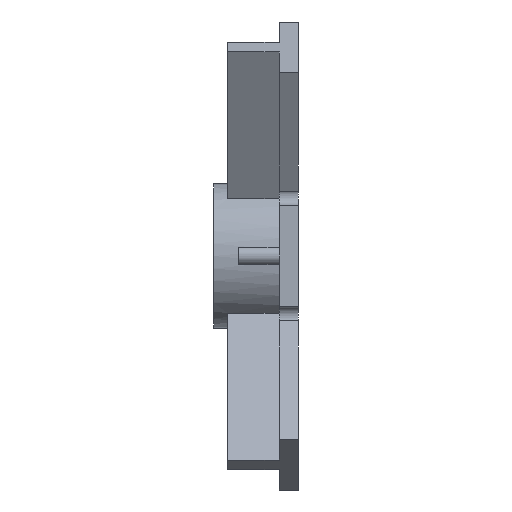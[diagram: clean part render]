
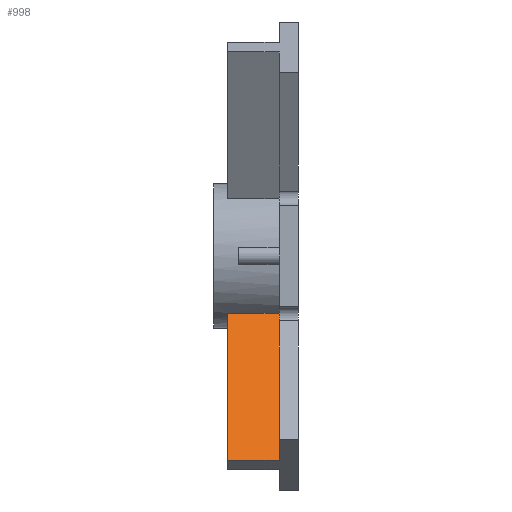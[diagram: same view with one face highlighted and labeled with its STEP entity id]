
A CAD part, left-side view. The second image highlights one B-rep face of the part: STEP entity #998.
In plain terms, the highlighted planar face has unit normal (-0.866, 0, 0.5).
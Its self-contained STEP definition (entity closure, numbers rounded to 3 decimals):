
#25 = VECTOR ( 'NONE', #937, 1000. ) ;
#122 = DIRECTION ( 'NONE',  ( 0.866, 0., -0.5 ) ) ;
#137 = CARTESIAN_POINT ( 'NONE',  ( -66.83, 133.325, -105.753 ) ) ;
#146 = CARTESIAN_POINT ( 'NONE',  ( -22.913, 36.7, -29.686 ) ) ;
#228 = CARTESIAN_POINT ( 'NONE',  ( -66.83, 10., -105.753 ) ) ;
#231 = LINE ( 'NONE', #2189, #1830 ) ;
#414 = VERTEX_POINT ( 'NONE', #2827 ) ;
#422 = VERTEX_POINT ( 'NONE', #1354 ) ;
#435 = EDGE_LOOP ( 'NONE', ( #2227, #3131, #1944, #2959 ) ) ;
#492 = DIRECTION ( 'NONE',  ( 0., -1., 0. ) ) ;
#665 = EDGE_CURVE ( 'NONE', #1471, #414, #1155, .T. ) ;
#758 = VERTEX_POINT ( 'NONE', #228 ) ;
#810 = VECTOR ( 'NONE', #1346, 1000. ) ;
#844 = DIRECTION ( 'NONE',  ( -0.5, 0., -0.866 ) ) ;
#937 = DIRECTION ( 'NONE',  ( 0.5, 0., 0.866 ) ) ;
#969 = AXIS2_PLACEMENT_3D ( 'NONE', #137, #122, #844 ) ;
#998 = ADVANCED_FACE ( 'NONE', ( #1327 ), #1845, .F. ) ;
#1142 = CARTESIAN_POINT ( 'NONE',  ( -66.83, 36.7, -105.753 ) ) ;
#1155 = LINE ( 'NONE', #2121, #810 ) ;
#1327 = FACE_OUTER_BOUND ( 'NONE', #435, .T. ) ;
#1346 = DIRECTION ( 'NONE',  ( 0., -1., 0. ) ) ;
#1354 = CARTESIAN_POINT ( 'NONE',  ( -66.83, 36.7, -105.753 ) ) ;
#1376 = LINE ( 'NONE', #1142, #1666 ) ;
#1471 = VERTEX_POINT ( 'NONE', #146 ) ;
#1511 = CARTESIAN_POINT ( 'NONE',  ( -66.83, 10., -105.753 ) ) ;
#1572 = EDGE_CURVE ( 'NONE', #758, #414, #2711, .T. ) ;
#1595 = EDGE_CURVE ( 'NONE', #422, #758, #231, .T. ) ;
#1666 = VECTOR ( 'NONE', #2646, 1000. ) ;
#1768 = EDGE_CURVE ( 'NONE', #422, #1471, #1376, .T. ) ;
#1830 = VECTOR ( 'NONE', #492, 1000. ) ;
#1845 = PLANE ( 'NONE',  #969 ) ;
#1944 = ORIENTED_EDGE ( 'NONE', *, *, #1572, .T. ) ;
#2121 = CARTESIAN_POINT ( 'NONE',  ( -22.913, 133.325, -29.686 ) ) ;
#2189 = CARTESIAN_POINT ( 'NONE',  ( -66.83, 133.325, -105.753 ) ) ;
#2227 = ORIENTED_EDGE ( 'NONE', *, *, #1768, .F. ) ;
#2646 = DIRECTION ( 'NONE',  ( 0.5, 0., 0.866 ) ) ;
#2711 = LINE ( 'NONE', #1511, #25 ) ;
#2827 = CARTESIAN_POINT ( 'NONE',  ( -22.913, 10., -29.686 ) ) ;
#2959 = ORIENTED_EDGE ( 'NONE', *, *, #665, .F. ) ;
#3131 = ORIENTED_EDGE ( 'NONE', *, *, #1595, .T. ) ;
